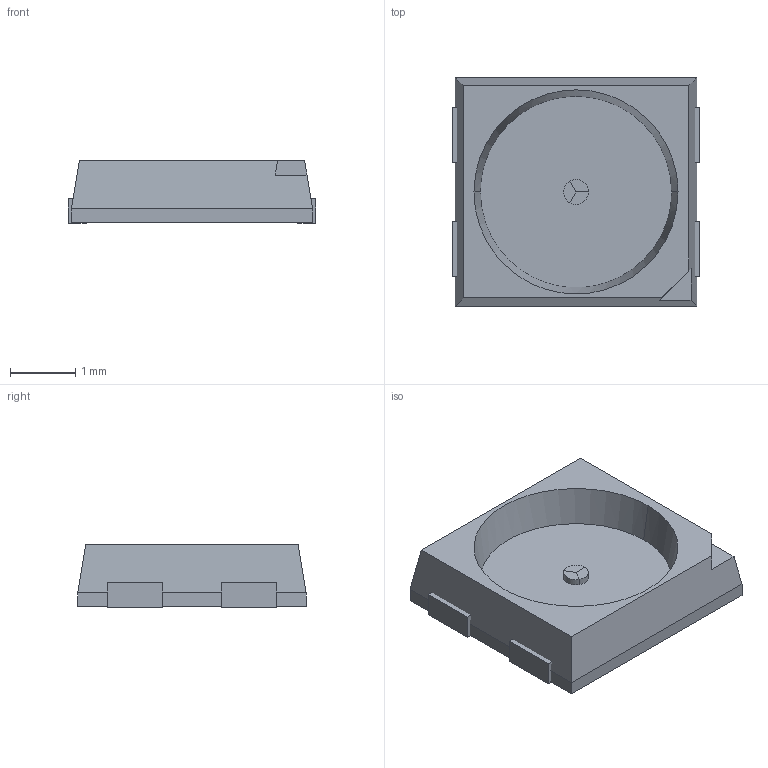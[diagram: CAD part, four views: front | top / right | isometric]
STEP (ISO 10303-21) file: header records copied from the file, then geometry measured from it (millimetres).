
FILE_DESCRIPTION(/* description */ (''),/* implementation_level */ '2;1');
FILE_NAME(/* name */ 'LED_RG~2',/* time_stamp */ '2016-12-06T22:30:25+01:00',/* author */ (''),/* organization */ (''),/* preprocessor_version */ 'ST-DEVELOPER v15',/* originating_system */ '',/* authorisation */ '');
FILE_SCHEMA (('AUTOMOTIVE_DESIGN'));
Length unit declared in the file: millimetre
Products named in the file (1): Document
Bounding box: 3.79 x 3.5 x 0.96 mm (x, y, z)
Volume: 7.7 mm3; surface area: 48.2 mm2
Topology: 8 solids, 8 shells, 54 faces, 109 edges, 72 vertices
Faces by surface type: plane 43, bspline 11
Entity records: 1356 total; most frequent: CARTESIAN_POINT 475, ORIENTED_EDGE 218, EDGE_CURVE 109, B_SPLINE_CURVE_WITH_KNOTS 78, VERTEX_POINT 72, EDGE_LOOP 55, ADVANCED_FACE 54, FACE_OUTER_BOUND 54
